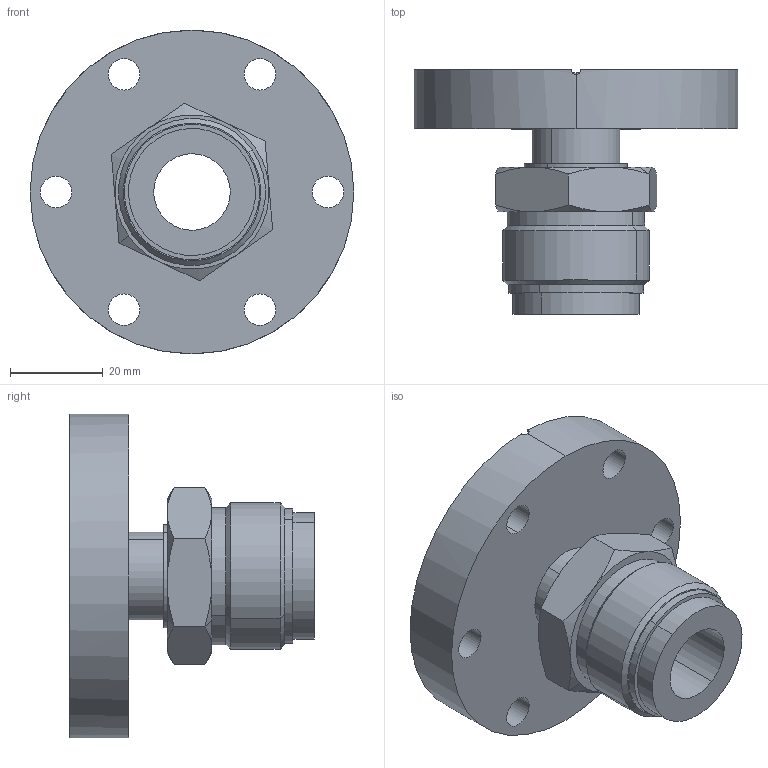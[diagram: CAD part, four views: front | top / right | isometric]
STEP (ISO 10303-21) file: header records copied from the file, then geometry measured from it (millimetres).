
FILE_DESCRIPTION (( 'STEP AP214' ), '1' );
FILE_NAME ('460-C40-VCRM-190.STEP', '2020-11-13T15:11:01', ( '' ), ( '' ), 'SwSTEP 2.0', 'SolidWorks 2017', '' );
FILE_SCHEMA (( 'AUTOMOTIVE_DESIGN' ));
Length unit declared in the file: millimetre
Products named in the file (4): 9460-CX-VCR190_DN40 CF; 460-C40-VCRM-190; 9460-VCR-3_4-WELD; 9460-VCR-3_4-SCR
Assembly tree (3 placements, depth 2):
  460-C40-VCRM-190
    9460-CX-VCR190_DN40 CF
    9460-VCR-3_4-WELD
    9460-VCR-3_4-SCR
Bounding box: 69.9 x 52.76 x 69.9 mm (x, y, z)
Volume: 60066.4 mm3; surface area: 24843 mm2
Topology: 3 solids, 3 shells, 76 faces, 174 edges, 108 vertices
Faces by surface type: cylinder 36, cone 22, plane 18
Entity records: 2466 total; most frequent: CARTESIAN_POINT 550, DIRECTION 394, ORIENTED_EDGE 348, EDGE_CURVE 174, AXIS2_PLACEMENT_3D 170, VERTEX_POINT 108, EDGE_LOOP 98, CIRCLE 88
